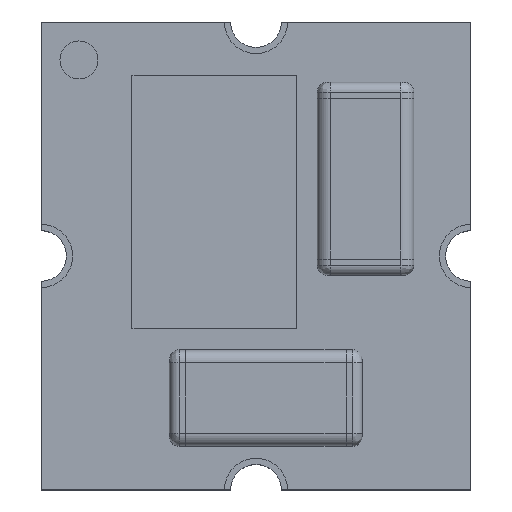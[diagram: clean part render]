
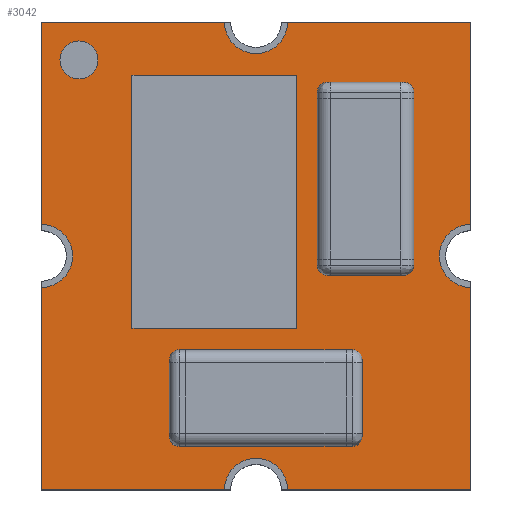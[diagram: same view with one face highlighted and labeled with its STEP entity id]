
A CAD part, top view. The second image highlights one B-rep face of the part: STEP entity #3042.
In plain terms, the highlighted planar face has unit normal (0, 0, 1).
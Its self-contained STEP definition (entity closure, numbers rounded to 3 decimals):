
#32=FACE_BOUND('',#522,.T.);
#34=CIRCLE('',#3266,0.15);
#37=CIRCLE('',#3271,0.25);
#38=CIRCLE('',#3273,0.25);
#39=CIRCLE('',#3274,0.25);
#40=CIRCLE('',#3275,0.25);
#318=FACE_OUTER_BOUND('',#521,.T.);
#521=EDGE_LOOP('',(#2219,#2220,#2221,#2222,#2223,#2224,#2225,#2226,#2227,
#2228,#2229,#2230));
#522=EDGE_LOOP('',(#2231));
#780=LINE('',#4707,#1087);
#781=LINE('',#4709,#1088);
#782=LINE('',#4713,#1089);
#783=LINE('',#4715,#1090);
#784=LINE('',#4719,#1091);
#785=LINE('',#4721,#1092);
#786=LINE('',#4725,#1093);
#787=LINE('',#4726,#1094);
#1087=VECTOR('',#3761,1.45);
#1088=VECTOR('',#3762,1.6);
#1089=VECTOR('',#3765,1.6);
#1090=VECTOR('',#3766,1.45);
#1091=VECTOR('',#3769,1.45);
#1092=VECTOR('',#3770,1.6);
#1093=VECTOR('',#3773,1.6);
#1094=VECTOR('',#3774,1.45);
#1355=VERTEX_POINT('',#4691);
#1358=VERTEX_POINT('',#4698);
#1360=VERTEX_POINT('',#4702);
#1361=VERTEX_POINT('',#4706);
#1362=VERTEX_POINT('',#4708);
#1363=VERTEX_POINT('',#4710);
#1364=VERTEX_POINT('',#4712);
#1365=VERTEX_POINT('',#4714);
#1366=VERTEX_POINT('',#4716);
#1367=VERTEX_POINT('',#4718);
#1368=VERTEX_POINT('',#4720);
#1369=VERTEX_POINT('',#4722);
#1370=VERTEX_POINT('',#4724);
#1670=EDGE_CURVE('',#1355,#1355,#34,.T.);
#1675=EDGE_CURVE('',#1358,#1360,#37,.T.);
#1676=EDGE_CURVE('',#1360,#1361,#780,.T.);
#1677=EDGE_CURVE('',#1361,#1362,#781,.T.);
#1678=EDGE_CURVE('',#1362,#1363,#38,.T.);
#1679=EDGE_CURVE('',#1363,#1364,#782,.T.);
#1680=EDGE_CURVE('',#1364,#1365,#783,.T.);
#1681=EDGE_CURVE('',#1365,#1366,#39,.T.);
#1682=EDGE_CURVE('',#1366,#1367,#784,.T.);
#1683=EDGE_CURVE('',#1367,#1368,#785,.T.);
#1684=EDGE_CURVE('',#1368,#1369,#40,.T.);
#1685=EDGE_CURVE('',#1369,#1370,#786,.T.);
#1686=EDGE_CURVE('',#1370,#1358,#787,.T.);
#2219=ORIENTED_EDGE('',*,*,#1675,.T.);
#2220=ORIENTED_EDGE('',*,*,#1676,.T.);
#2221=ORIENTED_EDGE('',*,*,#1677,.T.);
#2222=ORIENTED_EDGE('',*,*,#1678,.T.);
#2223=ORIENTED_EDGE('',*,*,#1679,.T.);
#2224=ORIENTED_EDGE('',*,*,#1680,.T.);
#2225=ORIENTED_EDGE('',*,*,#1681,.T.);
#2226=ORIENTED_EDGE('',*,*,#1682,.T.);
#2227=ORIENTED_EDGE('',*,*,#1683,.T.);
#2228=ORIENTED_EDGE('',*,*,#1684,.T.);
#2229=ORIENTED_EDGE('',*,*,#1685,.T.);
#2230=ORIENTED_EDGE('',*,*,#1686,.T.);
#2231=ORIENTED_EDGE('',*,*,#1670,.T.);
#2908=PLANE('',#3272);
#3042=ADVANCED_FACE('',(#318,#32),#2908,.T.);
#3266=AXIS2_PLACEMENT_3D('',#4692,#3745,#3746);
#3271=AXIS2_PLACEMENT_3D('',#4704,#3757,#3758);
#3272=AXIS2_PLACEMENT_3D('',#4705,#3759,#3760);
#3273=AXIS2_PLACEMENT_3D('',#4711,#3763,#3764);
#3274=AXIS2_PLACEMENT_3D('',#4717,#3767,#3768);
#3275=AXIS2_PLACEMENT_3D('',#4723,#3771,#3772);
#3745=DIRECTION('center_axis',(0.,0.,-1.));
#3746=DIRECTION('ref_axis',(0.,-1.,0.));
#3757=DIRECTION('center_axis',(0.,0.,-1.));
#3758=DIRECTION('ref_axis',(0.,1.,0.));
#3759=DIRECTION('center_axis',(0.,0.,1.));
#3760=DIRECTION('ref_axis',(0.,1.,0.));
#3761=DIRECTION('',(1.,0.,0.));
#3762=DIRECTION('',(0.,1.,0.));
#3763=DIRECTION('center_axis',(0.,0.,-1.));
#3764=DIRECTION('ref_axis',(0.,1.,0.));
#3765=DIRECTION('',(0.,1.,0.));
#3766=DIRECTION('',(-1.,0.,0.));
#3767=DIRECTION('center_axis',(0.,0.,-1.));
#3768=DIRECTION('ref_axis',(0.,1.,0.));
#3769=DIRECTION('',(-1.,0.,0.));
#3770=DIRECTION('',(0.,-1.,0.));
#3771=DIRECTION('center_axis',(0.,0.,-1.));
#3772=DIRECTION('ref_axis',(0.,1.,0.));
#3773=DIRECTION('',(0.,-1.,0.));
#3774=DIRECTION('',(1.,0.,0.));
#4691=CARTESIAN_POINT('',(-1.4,1.7,0.546));
#4692=CARTESIAN_POINT('Origin',(-1.4,1.55,0.546));
#4698=CARTESIAN_POINT('',(-0.25,-1.85,0.546));
#4702=CARTESIAN_POINT('',(0.25,-1.85,0.546));
#4704=CARTESIAN_POINT('Origin',(0.,-1.85,0.546));
#4705=CARTESIAN_POINT('Origin',(0.,0.,
0.546));
#4706=CARTESIAN_POINT('',(1.7,-1.85,0.546));
#4707=CARTESIAN_POINT('',(1.7,-1.85,0.546));
#4708=CARTESIAN_POINT('',(1.7,-0.25,0.546));
#4709=CARTESIAN_POINT('',(1.7,1.85,0.546));
#4710=CARTESIAN_POINT('',(1.7,0.25,0.546));
#4711=CARTESIAN_POINT('Origin',(1.7,0.,0.546));
#4712=CARTESIAN_POINT('',(1.7,1.85,0.546));
#4713=CARTESIAN_POINT('',(1.7,1.85,0.546));
#4714=CARTESIAN_POINT('',(0.25,1.85,0.546));
#4715=CARTESIAN_POINT('',(-1.7,1.85,0.546));
#4716=CARTESIAN_POINT('',(-0.25,1.85,0.546));
#4717=CARTESIAN_POINT('Origin',(0.,1.85,0.546));
#4718=CARTESIAN_POINT('',(-1.7,1.85,0.546));
#4719=CARTESIAN_POINT('',(-1.7,1.85,0.546));
#4720=CARTESIAN_POINT('',(-1.7,0.25,0.546));
#4721=CARTESIAN_POINT('',(-1.7,-1.85,0.546));
#4722=CARTESIAN_POINT('',(-1.7,-0.25,0.546));
#4723=CARTESIAN_POINT('Origin',(-1.7,0.,0.546));
#4724=CARTESIAN_POINT('',(-1.7,-1.85,0.546));
#4725=CARTESIAN_POINT('',(-1.7,-1.85,0.546));
#4726=CARTESIAN_POINT('',(1.7,-1.85,0.546));
